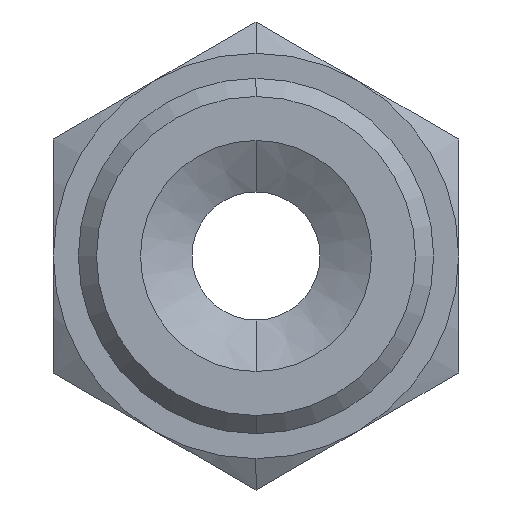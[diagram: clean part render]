
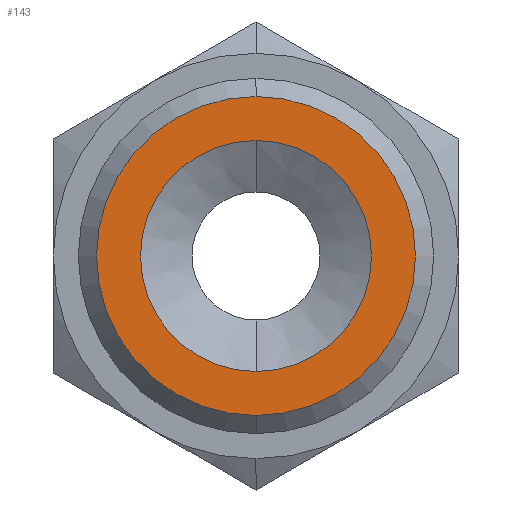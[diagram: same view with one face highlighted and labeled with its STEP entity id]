
A CAD part, front view. The second image highlights one B-rep face of the part: STEP entity #143.
In plain terms, the highlighted planar face has unit normal (0, -1, 0).
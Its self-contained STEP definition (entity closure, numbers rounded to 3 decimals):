
#143=ADVANCED_FACE('',(#296,#297),#298,.T.);
#296=FACE_OUTER_BOUND('',#453,.T.);
#297=FACE_BOUND('',#454,.T.);
#298=PLANE('',#455);
#453=EDGE_LOOP('',(#786,#787));
#454=EDGE_LOOP('',(#788,#789));
#455=AXIS2_PLACEMENT_3D('',#790,#791,#792);
#786=ORIENTED_EDGE('',*,*,#966,.F.);
#787=ORIENTED_EDGE('',*,*,#932,.F.);
#788=ORIENTED_EDGE('',*,*,#1039,.F.);
#789=ORIENTED_EDGE('',*,*,#1036,.F.);
#790=CARTESIAN_POINT('',(0.0,-9.0,0.0));
#791=DIRECTION('',(0.0,-1.0,0.0));
#792=DIRECTION('',(0.0,0.0,-1.0));
#932=EDGE_CURVE('',#1107,#1110,#1111,.T.);
#966=EDGE_CURVE('',#1110,#1107,#1166,.T.);
#1036=EDGE_CURVE('',#1255,#1257,#1258,.T.);
#1039=EDGE_CURVE('',#1257,#1255,#1261,.T.);
#1107=VERTEX_POINT('',#1352);
#1110=VERTEX_POINT('',#1356);
#1111=CIRCLE('',#1357,7.475);
#1166=CIRCLE('',#1451,7.475);
#1255=VERTEX_POINT('',#1671);
#1257=VERTEX_POINT('',#1674);
#1258=CIRCLE('',#1675,5.413);
#1261=CIRCLE('',#1679,5.413);
#1352=CARTESIAN_POINT('',(0.,-9.0,7.475));
#1356=CARTESIAN_POINT('',(0.0,-9.0,-7.475));
#1357=AXIS2_PLACEMENT_3D('',#1797,#1798,#1799);
#1451=AXIS2_PLACEMENT_3D('',#1866,#1867,#1868);
#1671=CARTESIAN_POINT('',(0.,-9.0,5.413));
#1674=CARTESIAN_POINT('',(0.0,-9.0,-5.413));
#1675=AXIS2_PLACEMENT_3D('',#1935,#1936,#1937);
#1679=AXIS2_PLACEMENT_3D('',#1939,#1940,#1941);
#1797=CARTESIAN_POINT('',(0.0,-9.0,0.0));
#1798=DIRECTION('',(0.0,1.0,0.0));
#1799=DIRECTION('',(0.0,0.0,-1.0));
#1866=CARTESIAN_POINT('',(0.0,-9.0,0.0));
#1867=DIRECTION('',(0.0,1.0,0.0));
#1868=DIRECTION('',(0.0,0.0,-1.0));
#1935=CARTESIAN_POINT('',(0.0,-9.0,0.0));
#1936=DIRECTION('',(0.0,-1.0,0.0));
#1937=DIRECTION('',(0.0,0.0,-1.0));
#1939=CARTESIAN_POINT('',(0.0,-9.0,0.0));
#1940=DIRECTION('',(0.0,-1.0,0.0));
#1941=DIRECTION('',(0.0,0.0,-1.0));
